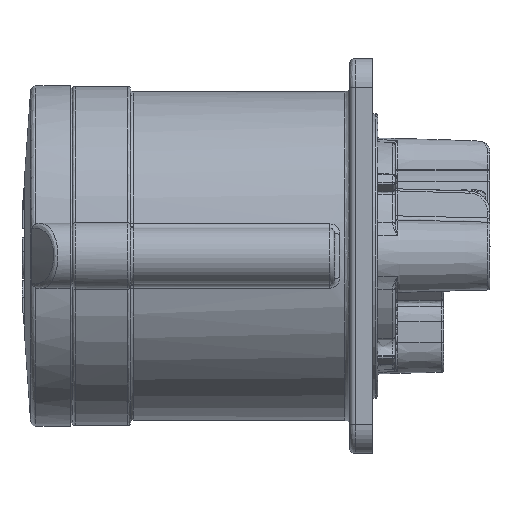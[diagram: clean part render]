
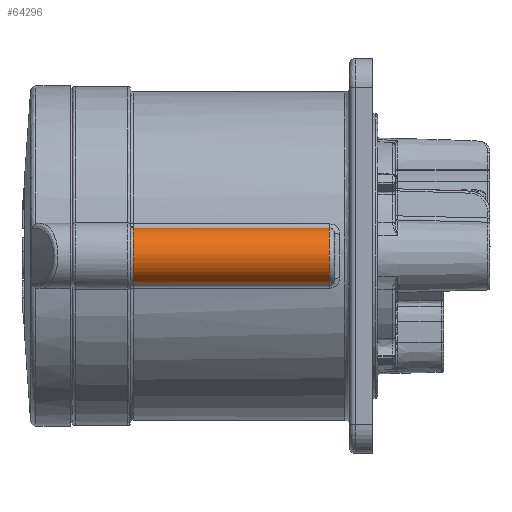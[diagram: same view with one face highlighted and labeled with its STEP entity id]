
A CAD part, front view. The second image highlights one B-rep face of the part: STEP entity #64296.
In plain terms, the highlighted cylindrical face has radius 5.3 mm (diameter 10.6 mm), a partial arc.
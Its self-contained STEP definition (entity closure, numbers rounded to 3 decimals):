
#198 = CARTESIAN_POINT ( 'NONE',  ( 338.153, -31.9, 0. ) ) ;
#1864 = AXIS2_PLACEMENT_3D ( 'NONE', #198, #26043, #41694 ) ;
#3207 = DIRECTION ( 'NONE',  ( -1., 0., 0. ) ) ;
#4309 = CARTESIAN_POINT ( 'NONE',  ( 338.153, -31.63, 5.293 ) ) ;
#7484 = DIRECTION ( 'NONE',  ( 0., 0., 1. ) ) ;
#7557 = DIRECTION ( 'NONE',  ( -1., 0., 0. ) ) ;
#7632 = CARTESIAN_POINT ( 'NONE',  ( 48.8, -31.9, 0. ) ) ;
#10607 = AXIS2_PLACEMENT_3D ( 'NONE', #7632, #7557, #7484 ) ;
#13479 = LINE ( 'NONE', #40306, #63513 ) ;
#13591 = VERTEX_POINT ( 'NONE', #20899 ) ;
#15042 = FACE_OUTER_BOUND ( 'NONE', #52997, .T. ) ;
#20899 = CARTESIAN_POINT ( 'NONE',  ( 11.6, -31.63, 5.293 ) ) ;
#21250 = ORIENTED_EDGE ( 'NONE', *, *, #31255, .T. ) ;
#21317 = EDGE_CURVE ( 'NONE', #42560, #45381, #13479, .T. ) ;
#22191 = EDGE_CURVE ( 'NONE', #39611, #13591, #61380, .T. ) ;
#23541 = CARTESIAN_POINT ( 'NONE',  ( 48.8, -31.63, 5.293 ) ) ;
#26043 = DIRECTION ( 'NONE',  ( -1., 0., 0. ) ) ;
#31019 = ORIENTED_EDGE ( 'NONE', *, *, #36986, .T. ) ;
#31255 = EDGE_CURVE ( 'NONE', #13591, #42560, #39440, .T. ) ;
#36986 = EDGE_CURVE ( 'NONE', #45381, #39611, #60182, .T. ) ;
#39440 = CIRCLE ( 'NONE', #42011, 5.3 ) ;
#39611 = VERTEX_POINT ( 'NONE', #23541 ) ;
#40233 = DIRECTION ( 'NONE',  ( 1., 0., 0. ) ) ;
#40306 = CARTESIAN_POINT ( 'NONE',  ( 338.153, -31.63, -5.293 ) ) ;
#41694 = DIRECTION ( 'NONE',  ( 0., 0., 1. ) ) ;
#42011 = AXIS2_PLACEMENT_3D ( 'NONE', #42200, #42189, #42119 ) ;
#42119 = DIRECTION ( 'NONE',  ( 0., 0., 1. ) ) ;
#42189 = DIRECTION ( 'NONE',  ( 1., 0., 0. ) ) ;
#42200 = CARTESIAN_POINT ( 'NONE',  ( 11.6, -31.9, 0. ) ) ;
#42560 = VERTEX_POINT ( 'NONE', #44789 ) ;
#44789 = CARTESIAN_POINT ( 'NONE',  ( 11.6, -31.63, -5.293 ) ) ;
#45381 = VERTEX_POINT ( 'NONE', #61659 ) ;
#48042 = ORIENTED_EDGE ( 'NONE', *, *, #22191, .T. ) ;
#51848 = CYLINDRICAL_SURFACE ( 'NONE', #1864, 5.3 ) ;
#52997 = EDGE_LOOP ( 'NONE', ( #21250, #57689, #31019, #48042 ) ) ;
#57689 = ORIENTED_EDGE ( 'NONE', *, *, #21317, .T. ) ;
#60182 = CIRCLE ( 'NONE', #10607, 5.3 ) ;
#61194 = VECTOR ( 'NONE', #3207, 1000. ) ;
#61380 = LINE ( 'NONE', #4309, #61194 ) ;
#61659 = CARTESIAN_POINT ( 'NONE',  ( 48.8, -31.63, -5.293 ) ) ;
#63513 = VECTOR ( 'NONE', #40233, 1000. ) ;
#64296 = ADVANCED_FACE ( 'NONE', ( #15042 ), #51848, .T. ) ;
